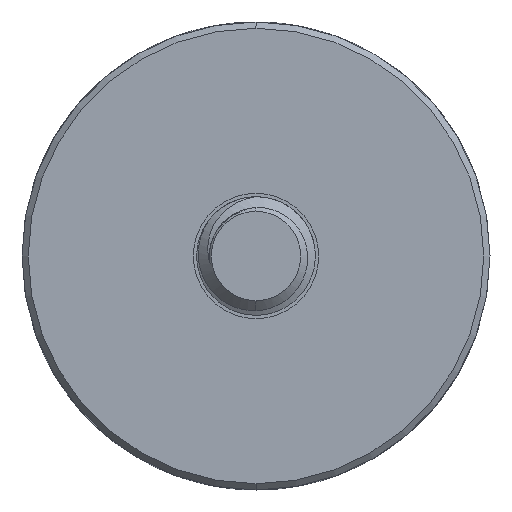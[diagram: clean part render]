
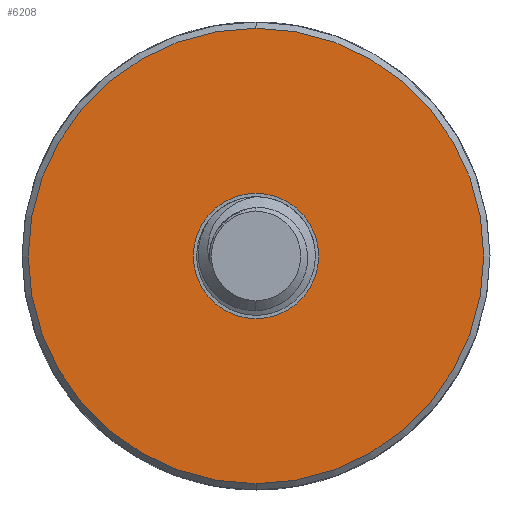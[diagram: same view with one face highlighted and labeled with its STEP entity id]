
A CAD part, front view. The second image highlights one B-rep face of the part: STEP entity #6208.
In plain terms, the highlighted face is planar.
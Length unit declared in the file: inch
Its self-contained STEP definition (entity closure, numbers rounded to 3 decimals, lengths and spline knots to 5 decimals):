
#558 = EDGE_LOOP ( 'NONE', ( #9872, #8140 ) ) ;
#752 = DIRECTION ( 'NONE',  ( -1., 0., 0. ) ) ;
#975 = CARTESIAN_POINT ( 'NONE',  ( 0., 0., -0.375 ) ) ;
#1277 = VERTEX_POINT ( 'NONE', #7019 ) ;
#1279 = VERTEX_POINT ( 'NONE', #1331 ) ;
#1331 = CARTESIAN_POINT ( 'NONE',  ( -0.365, 0., -0.375 ) ) ;
#1362 = CARTESIAN_POINT ( 'NONE',  ( 0., 0., -0.375 ) ) ;
#1496 = AXIS2_PLACEMENT_3D ( 'NONE', #5317, #2877, #8678 ) ;
#1815 = DIRECTION ( 'NONE',  ( -1., 0., 0. ) ) ;
#1846 = AXIS2_PLACEMENT_3D ( 'NONE', #1362, #7134, #2202 ) ;
#2043 = PLANE ( 'NONE',  #1496 ) ;
#2047 = AXIS2_PLACEMENT_3D ( 'NONE', #4795, #10550, #5615 ) ;
#2202 = DIRECTION ( 'NONE',  ( 1., 0., 0. ) ) ;
#2877 = DIRECTION ( 'NONE',  ( 0., 0., -1. ) ) ;
#3107 = CIRCLE ( 'NONE', #1846, 0.1005 ) ;
#3272 = EDGE_CURVE ( 'NONE', #1277, #8280, #3107, .T. ) ;
#3328 = CARTESIAN_POINT ( 'NONE',  ( 0.365, 0., -0.375 ) ) ;
#4795 = CARTESIAN_POINT ( 'NONE',  ( 0., 0., -0.375 ) ) ;
#4921 = EDGE_CURVE ( 'NONE', #5988, #1279, #6414, .T. ) ;
#5317 = CARTESIAN_POINT ( 'NONE',  ( 0., 0., -0.375 ) ) ;
#5615 = DIRECTION ( 'NONE',  ( 1., 0., 0. ) ) ;
#5705 = DIRECTION ( 'NONE',  ( 0., 0., -1. ) ) ;
#5746 = CARTESIAN_POINT ( 'NONE',  ( -0.1005, 0., -0.375 ) ) ;
#5882 = EDGE_CURVE ( 'NONE', #1279, #5988, #7810, .T. ) ;
#5936 = EDGE_LOOP ( 'NONE', ( #8149, #7538 ) ) ;
#5988 = VERTEX_POINT ( 'NONE', #3328 ) ;
#5997 = CIRCLE ( 'NONE', #2047, 0.1005 ) ;
#6208 = ADVANCED_FACE ( 'NONE', ( #10648, #8482 ), #2043, .T. ) ;
#6274 = EDGE_CURVE ( 'NONE', #8280, #1277, #5997, .T. ) ;
#6414 = CIRCLE ( 'NONE', #7794, 0.365 ) ;
#6751 = DIRECTION ( 'NONE',  ( 0., 0., -1. ) ) ;
#7019 = CARTESIAN_POINT ( 'NONE',  ( 0.1005, 0., -0.375 ) ) ;
#7134 = DIRECTION ( 'NONE',  ( 0., 0., 1. ) ) ;
#7538 = ORIENTED_EDGE ( 'NONE', *, *, #5882, .T. ) ;
#7794 = AXIS2_PLACEMENT_3D ( 'NONE', #975, #6751, #1815 ) ;
#7810 = CIRCLE ( 'NONE', #9063, 0.365 ) ;
#8140 = ORIENTED_EDGE ( 'NONE', *, *, #6274, .T. ) ;
#8149 = ORIENTED_EDGE ( 'NONE', *, *, #4921, .T. ) ;
#8280 = VERTEX_POINT ( 'NONE', #5746 ) ;
#8482 = FACE_BOUND ( 'NONE', #558, .T. ) ;
#8678 = DIRECTION ( 'NONE',  ( -1., 0., 0. ) ) ;
#9063 = AXIS2_PLACEMENT_3D ( 'NONE', #10632, #5705, #752 ) ;
#9872 = ORIENTED_EDGE ( 'NONE', *, *, #3272, .T. ) ;
#10550 = DIRECTION ( 'NONE',  ( 0., 0., 1. ) ) ;
#10632 = CARTESIAN_POINT ( 'NONE',  ( 0., 0., -0.375 ) ) ;
#10648 = FACE_OUTER_BOUND ( 'NONE', #5936, .T. ) ;
